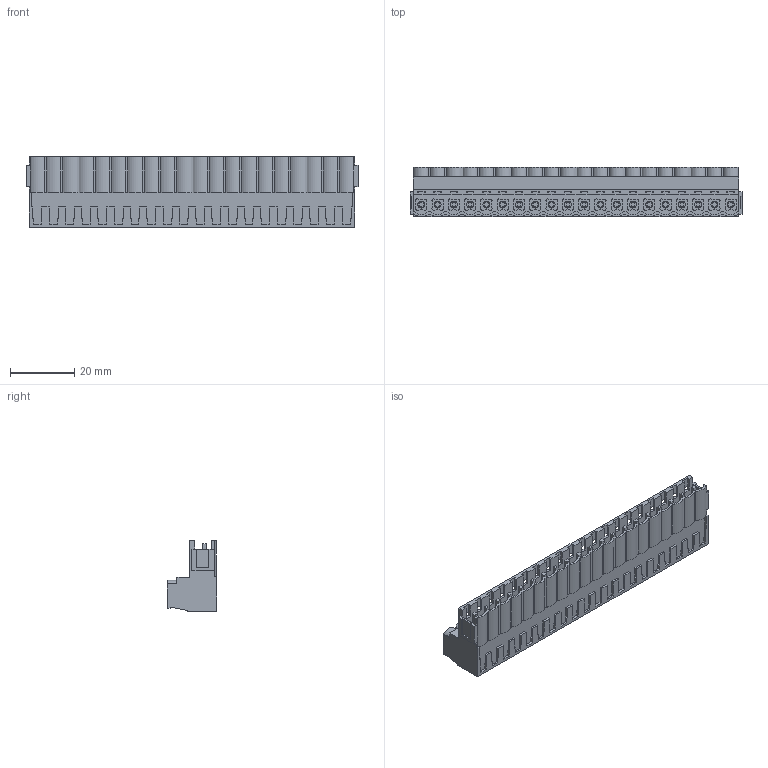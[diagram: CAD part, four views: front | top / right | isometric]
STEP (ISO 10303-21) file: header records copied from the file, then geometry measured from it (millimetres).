
FILE_DESCRIPTION(('CATIA V5 STEP Exchange','CAx-IF Rec.Pracs.--- Model Styling and Organization---1.4--- 2014-01-23'),'2;1');
FILE_NAME ('D1454246_1_1645180000_1645180000.stp','2022-08-02T13:31:07+00:00',('none'),('Weidmueller'),'CATIA Version 5-6 Release 2016 SP3 HF44','CATIA V5 STEP AP214','none');
FILE_SCHEMA(('AUTOMOTIVE_DESIGN { 1 0 10303 214 1 1 1 1 }'));
Length unit declared in the file: millimetre
Products named in the file (1): 1645180000
Bounding box: 103.56 x 15.3 x 22.05 mm (x, y, z)
Volume: 17388 mm3; surface area: 14762.4 mm2
Topology: 41 solids, 41 shells, 1389 faces, 3614 edges, 2387 vertices
Faces by surface type: plane 1049, cylinder 260, extrusion 80
Entity records: 41100 total; most frequent: CARTESIAN_POINT 9831, ORIENTED_EDGE 7228, DIRECTION 4852, EDGE_CURVE 3614, VECTOR 2932, LINE 2852, VERTEX_POINT 2387, EDGE_LOOP 1509
